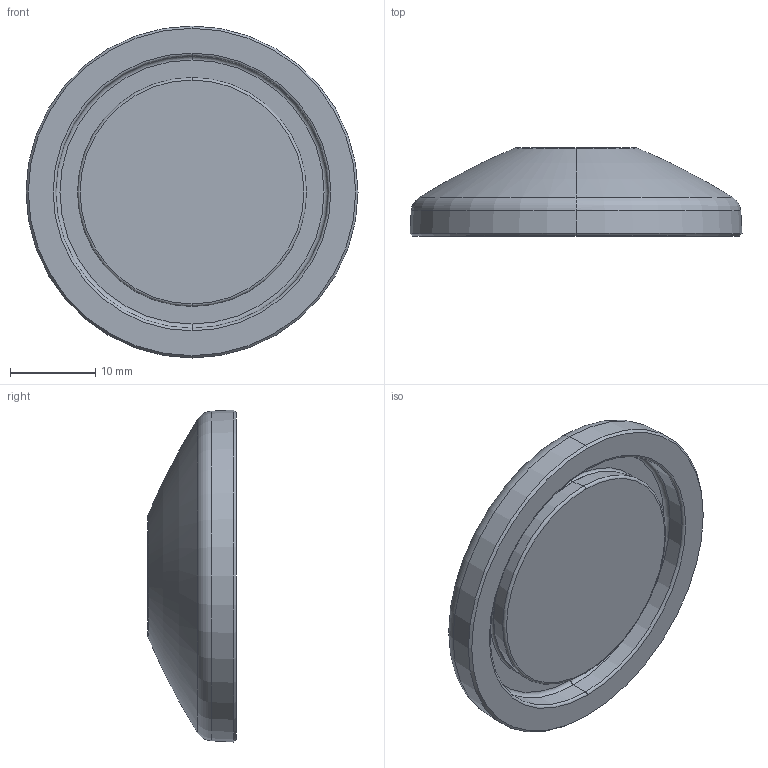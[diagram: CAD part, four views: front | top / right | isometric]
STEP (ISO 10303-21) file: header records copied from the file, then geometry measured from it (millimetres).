
FILE_DESCRIPTION (( 'STEP AP214' ), '1' );
FILE_NAME ('098m040k.STEP', '2014-08-11T08:23:29', ( '' ), ( '' ), 'SwSTEP 2.0', 'SolidWorks 2014', '' );
FILE_SCHEMA (( 'AUTOMOTIVE_DESIGN' ));
Length unit declared in the file: millimetre
Products named in the file (1): 098m040k
Bounding box: 38.97 x 10.4 x 38.97 mm (x, y, z)
Volume: 7360.4 mm3; surface area: 3574.3 mm2
Topology: 1 solids, 1 shells, 36 faces, 77 edges, 44 vertices
Faces by surface type: torus 20, cone 8, plane 4, cylinder 2, sphere 2
Entity records: 984 total; most frequent: DIRECTION 208, CARTESIAN_POINT 150, ORIENTED_EDGE 144, AXIS2_PLACEMENT_3D 99, EDGE_CURVE 72, CIRCLE 62, VERTEX_POINT 41, EDGE_LOOP 39
